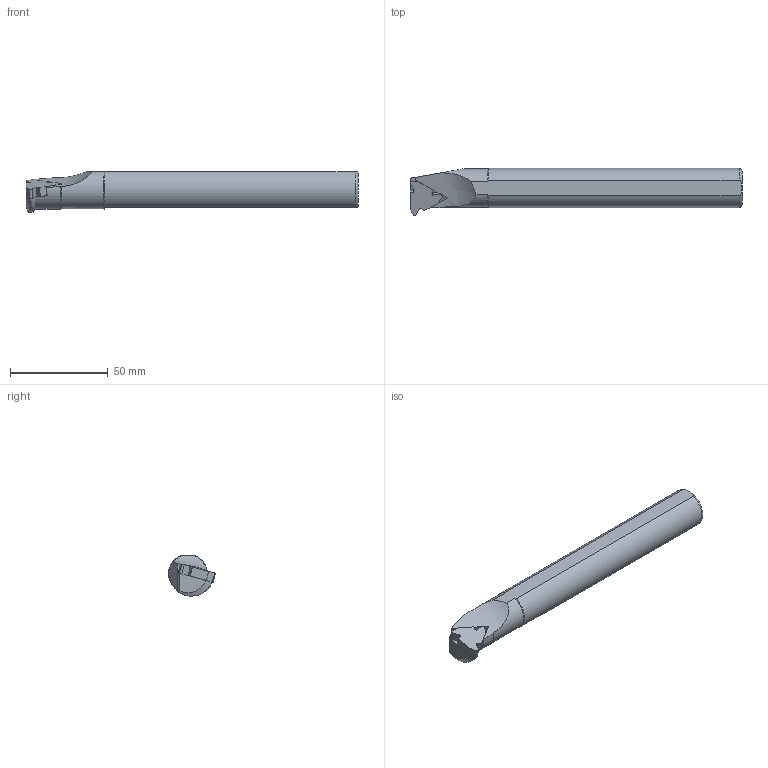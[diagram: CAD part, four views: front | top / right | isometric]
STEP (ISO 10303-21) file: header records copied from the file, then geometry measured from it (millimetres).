
FILE_DESCRIPTION(/* description */ (''),/* implementation_level */ '2;1');
FILE_NAME(/* name */ 'SIR-S20P-22.stp',/* time_stamp */ '2023-10-20T09:01:02+03:00',/* author */ (''),/* organization */ (''),/* preprocessor_version */ 'ST-DEVELOPER v19.4',/* originating_system */ 'SIEMENS PLM Software NX2306.3001',/* authorisation */ '');
FILE_SCHEMA (('AUTOMOTIVE_DESIGN { 1 0 10303 214 3 1 1 1 }'));
Length unit declared in the file: millimetre
Products named in the file (1): model2
Bounding box: 170 x 24.11 x 20.65 mm (x, y, z)
Volume: 49032.1 mm3; surface area: 11566.2 mm2
Topology: 2 solids, 2 shells, 50 faces, 136 edges, 90 vertices
Faces by surface type: plane 26, cylinder 18, cone 3, revolution 1, torus 1, bspline 1
Entity records: 2304 total; most frequent: CARTESIAN_POINT 679, ORIENTED_EDGE 268, DIRECTION 249, EDGE_CURVE 134, VERTEX_POINT 89, AXIS2_PLACEMENT_3D 89, LINE 70, VECTOR 70
